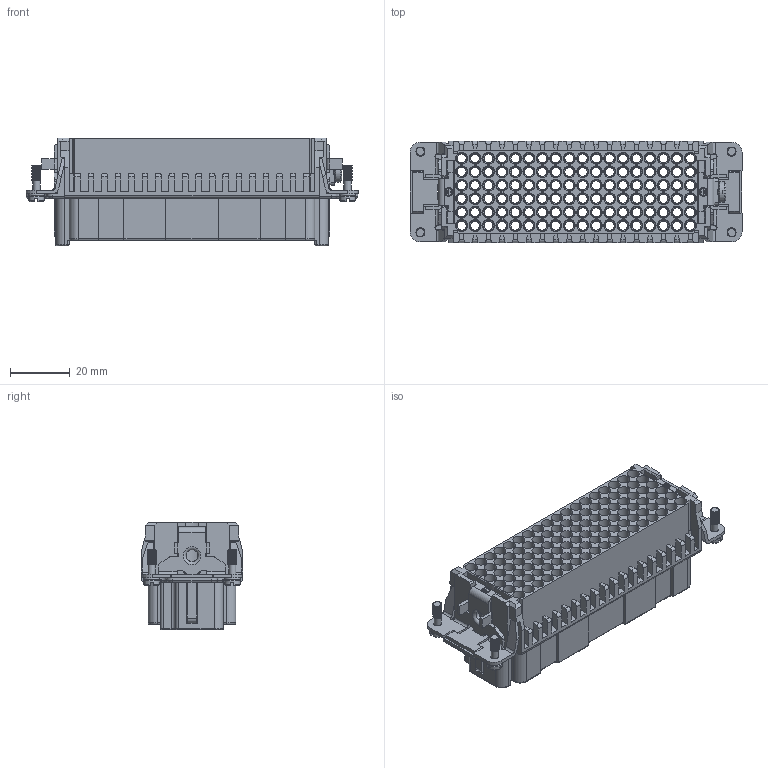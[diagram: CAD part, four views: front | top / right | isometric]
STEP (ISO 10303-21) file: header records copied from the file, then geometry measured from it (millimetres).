
FILE_DESCRIPTION(/* description */ (''),/* implementation_level */ '2;1');
FILE_NAME(/* name */ 'HDD-108-FC.stp',/* time_stamp */ '2023-09-18T12:37:00+08:00',/* author */ (''),/* organization */ (''),/* preprocessor_version */ 'ST-DEVELOPER v16',/* originating_system */ 'SIEMENS PLM Software NX 10.0',/* authorisation */ '');
FILE_SCHEMA (('AUTOMOTIVE_DESIGN { 1 0 10303 214 3 1 1 1 }'));
Products named in the file (1): Admi16F8F3C4yslr
Bounding box: 111 x 33.9 x 36.1 mm (x, y, z)
Surface area: 61233.6 mm2 (no closed solid volume)
Topology: 0 solids, 1 shells, 1654 faces, 4613 edges, 2967 vertices
Faces by surface type: plane 689, cylinder 627, cone 292, torus 29, bspline 13, sphere 4
Full cylindrical faces by diameter (mm): 2.4 x4, 2.433 x2, 2.5 x4, 2.853 x2, 3 x148, 3.7 x108, 4 x110, 4.8 x39, 5.3 x4, 6.4 x2, 7 x1
Entity records: 59002 total; most frequent: CARTESIAN_POINT 20917, DIRECTION 7927, ORIENTED_EDGE 7098, EDGE_CURVE 3549, AXIS2_PLACEMENT_3D 2914, VERTEX_POINT 2600, EDGE_LOOP 2539, LINE 2099
